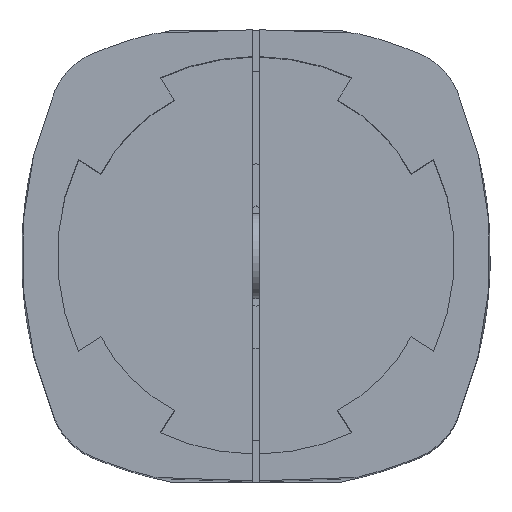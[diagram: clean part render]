
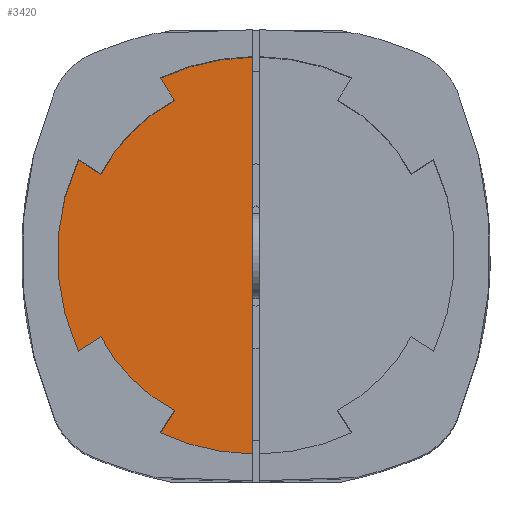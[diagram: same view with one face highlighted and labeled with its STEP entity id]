
A CAD part, top view. The second image highlights one B-rep face of the part: STEP entity #3420.
In plain terms, the highlighted face is planar.
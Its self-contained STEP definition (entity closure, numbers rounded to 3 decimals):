
#270=FACE_OUTER_BOUND('',#468,.T.);
#468=EDGE_LOOP('',(#2465,#2466,#2467,#2468,#2469,#2470,#2471,#2472,#2473,
#2474));
#690=LINE('',#5105,#989);
#709=LINE('',#5172,#1008);
#710=LINE('',#5176,#1009);
#711=LINE('',#5180,#1010);
#712=LINE('',#5184,#1011);
#989=VECTOR('',#4141,27.996);
#1008=VECTOR('',#4214,1.867);
#1009=VECTOR('',#4217,1.867);
#1010=VECTOR('',#4220,1.867);
#1011=VECTOR('',#4223,1.867);
#1276=CIRCLE('',#3699,16.);
#1277=CIRCLE('',#3700,12.35);
#1278=CIRCLE('',#3701,16.);
#1279=CIRCLE('',#3702,12.35);
#1280=CIRCLE('',#3703,16.);
#1427=VERTEX_POINT('',#5103);
#1428=VERTEX_POINT('',#5104);
#1448=VERTEX_POINT('',#5169);
#1449=VERTEX_POINT('',#5171);
#1450=VERTEX_POINT('',#5173);
#1451=VERTEX_POINT('',#5175);
#1452=VERTEX_POINT('',#5177);
#1453=VERTEX_POINT('',#5179);
#1454=VERTEX_POINT('',#5181);
#1455=VERTEX_POINT('',#5183);
#1804=EDGE_CURVE('',#1427,#1428,#690,.T.);
#1837=EDGE_CURVE('',#1448,#1427,#1276,.T.);
#1838=EDGE_CURVE('',#1449,#1448,#709,.T.);
#1839=EDGE_CURVE('',#1450,#1449,#1277,.T.);
#1840=EDGE_CURVE('',#1451,#1450,#710,.T.);
#1841=EDGE_CURVE('',#1452,#1451,#1278,.T.);
#1842=EDGE_CURVE('',#1453,#1452,#711,.T.);
#1843=EDGE_CURVE('',#1454,#1453,#1279,.T.);
#1844=EDGE_CURVE('',#1455,#1454,#712,.T.);
#1845=EDGE_CURVE('',#1428,#1455,#1280,.T.);
#2465=ORIENTED_EDGE('',*,*,#1837,.F.);
#2466=ORIENTED_EDGE('',*,*,#1838,.F.);
#2467=ORIENTED_EDGE('',*,*,#1839,.F.);
#2468=ORIENTED_EDGE('',*,*,#1840,.F.);
#2469=ORIENTED_EDGE('',*,*,#1841,.F.);
#2470=ORIENTED_EDGE('',*,*,#1842,.F.);
#2471=ORIENTED_EDGE('',*,*,#1843,.F.);
#2472=ORIENTED_EDGE('',*,*,#1844,.F.);
#2473=ORIENTED_EDGE('',*,*,#1845,.F.);
#2474=ORIENTED_EDGE('',*,*,#1804,.F.);
#3283=PLANE('',#3698);
#3420=ADVANCED_FACE('',(#270),#3283,.T.);
#3698=AXIS2_PLACEMENT_3D('',#5168,#4210,#4211);
#3699=AXIS2_PLACEMENT_3D('',#5170,#4212,#4213);
#3700=AXIS2_PLACEMENT_3D('',#5174,#4215,#4216);
#3701=AXIS2_PLACEMENT_3D('',#5178,#4218,#4219);
#3702=AXIS2_PLACEMENT_3D('',#5182,#4221,#4222);
#3703=AXIS2_PLACEMENT_3D('',#5185,#4224,#4225);
#4141=DIRECTION('',(0.,0.,1.));
#4210=DIRECTION('center_axis',(0.,1.,0.));
#4211=DIRECTION('ref_axis',(-1.,0.,0.));
#4212=DIRECTION('center_axis',(0.,-1.,0.));
#4213=DIRECTION('ref_axis',(-0.422,0.,-0.907));
#4214=DIRECTION('',(-0.536,0.,-0.844));
#4215=DIRECTION('center_axis',(0.,-1.,0.));
#4216=DIRECTION('ref_axis',(-0.885,0.,-0.466));
#4217=DIRECTION('',(0.844,0.,0.536));
#4218=DIRECTION('center_axis',(0.,-1.,0.));
#4219=DIRECTION('ref_axis',(-0.907,0.,0.422));
#4220=DIRECTION('',(-0.844,0.,0.536));
#4221=DIRECTION('center_axis',(0.,-1.,0.));
#4222=DIRECTION('ref_axis',(-0.466,0.,0.885));
#4223=DIRECTION('',(0.536,0.,-0.844));
#4224=DIRECTION('center_axis',(0.,-1.,0.));
#4225=DIRECTION('ref_axis',(-0.016,0.,1.));
#5103=CARTESIAN_POINT('',(-0.25,27.,-13.998));
#5104=CARTESIAN_POINT('',(-0.25,27.,13.998));
#5105=CARTESIAN_POINT('',(-0.25,27.,-13.998));
#5168=CARTESIAN_POINT('Origin',(0.,27.,0.));
#5169=CARTESIAN_POINT('',(-6.75,27.,-12.506));
#5170=CARTESIAN_POINT('Origin',(0.,27.,2.));
#5171=CARTESIAN_POINT('',(-5.75,27.,-10.93));
#5172=CARTESIAN_POINT('',(-5.75,27.,-10.93));
#5173=CARTESIAN_POINT('',(-10.93,27.,-5.75));
#5174=CARTESIAN_POINT('Origin',(0.,27.,0.));
#5175=CARTESIAN_POINT('',(-12.506,27.,-6.75));
#5176=CARTESIAN_POINT('',(-12.506,27.,-6.75));
#5177=CARTESIAN_POINT('',(-12.506,27.,6.75));
#5178=CARTESIAN_POINT('Origin',(2.,27.,0.));
#5179=CARTESIAN_POINT('',(-10.93,27.,5.75));
#5180=CARTESIAN_POINT('',(-10.93,27.,5.75));
#5181=CARTESIAN_POINT('',(-5.75,27.,10.93));
#5182=CARTESIAN_POINT('Origin',(0.,27.,0.));
#5183=CARTESIAN_POINT('',(-6.75,27.,12.506));
#5184=CARTESIAN_POINT('',(-6.75,27.,12.506));
#5185=CARTESIAN_POINT('Origin',(0.,27.,-2.));
